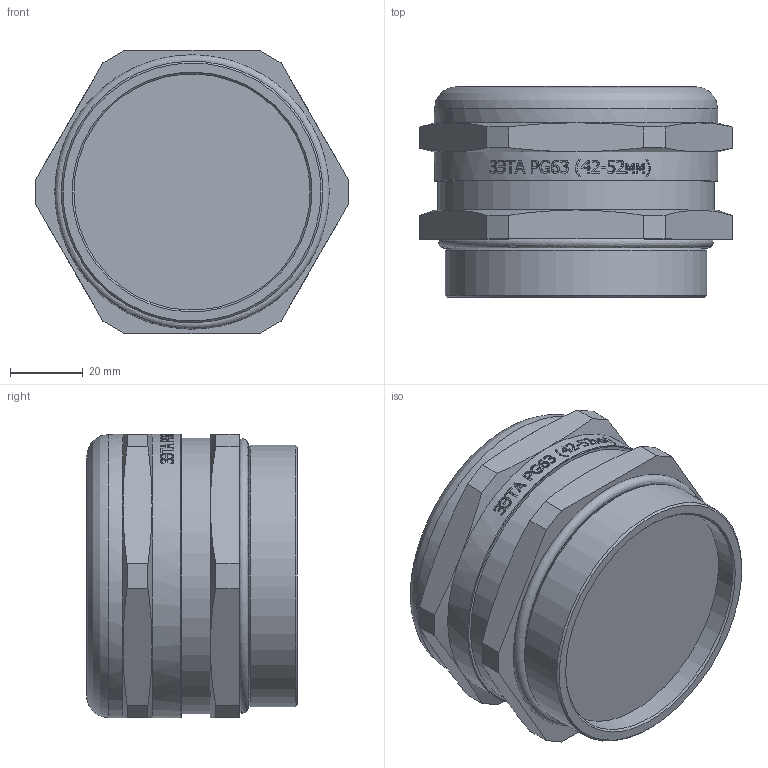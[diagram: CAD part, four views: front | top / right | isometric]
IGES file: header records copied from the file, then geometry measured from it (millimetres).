
Global section: file name: 13 КВ-PG63 (42-52мм); native system: Autodesk Inventor 2015; preprocessor: unknown; author: zeta-23; date: 20161012.223639; units: millimetre
Bounding box: 86.07 x 58 x 78 mm (x, y, z)
Volume: 247157.2 mm3; surface area: 26687.8 mm2
Topology: 1 solids, 1 shells, 348 faces, 957 edges, 637 vertices
Faces by surface type: bspline 348
